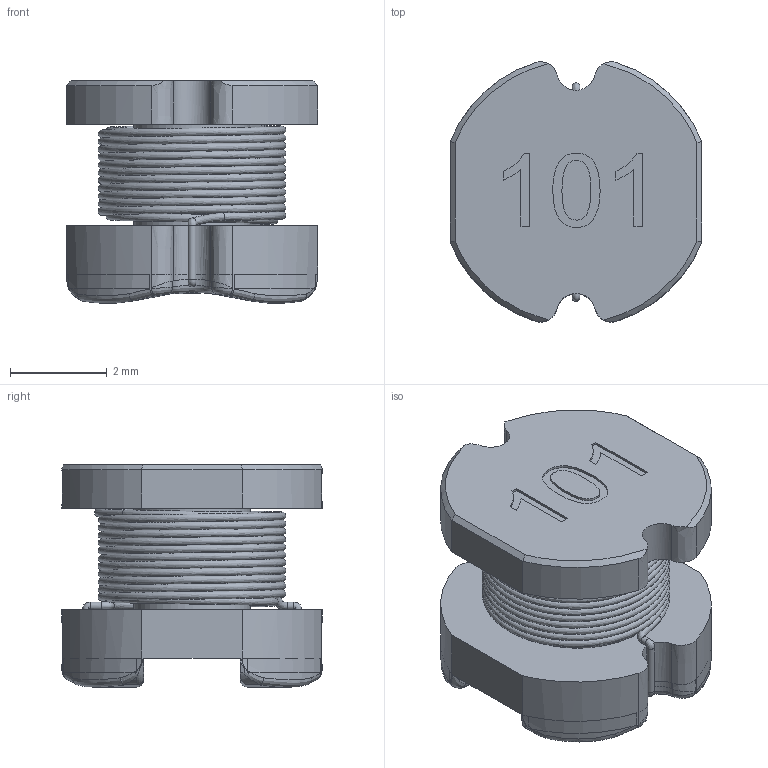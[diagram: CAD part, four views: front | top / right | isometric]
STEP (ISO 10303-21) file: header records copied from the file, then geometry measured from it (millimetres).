
FILE_DESCRIPTION( ('This file contains a STEP AP42 implementation' ,'as created by ZW3D STEP Interface translator.') ,'2;1' );
FILE_NAME( 'BR0604-L(101).stp' ,'14 924.113213', (''), ('ZWCAD Software Co.'), 'Version 1.0', 'ZW3D to STEP translator', '' );
FILE_SCHEMA( ('CONFIG_CONTROL_DESIGN') );
Length unit declared in the file: millimetre
Products named in the file (1): 0
Bounding box: 5.2 x 5.38 x 4.6 mm (x, y, z)
Volume: 68.3 mm3; surface area: 311.1 mm2
Topology: 4 solids, 4 shells, 160 faces, 412 edges, 266 vertices
Faces by surface type: bspline 160
Entity records: 232059 total; most frequent: CARTESIAN_POINT 229677, ORIENTED_EDGE 824, EDGE_CURVE 412, B_SPLINE_CURVE_WITH_KNOTS 298, VERTEX_POINT 266, EDGE_LOOP 166, FACE_OUTER_BOUND 160, ADVANCED_FACE 160
